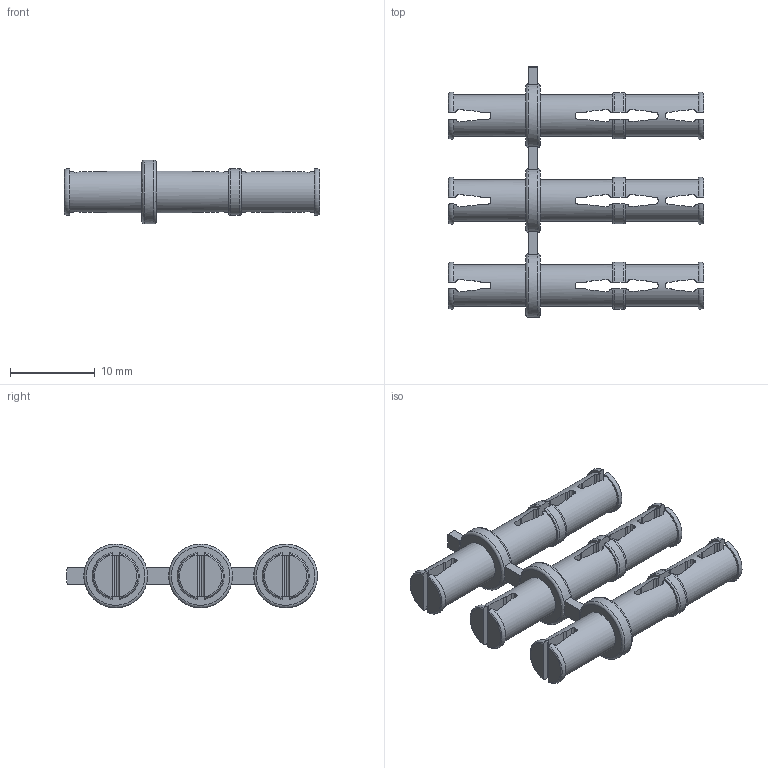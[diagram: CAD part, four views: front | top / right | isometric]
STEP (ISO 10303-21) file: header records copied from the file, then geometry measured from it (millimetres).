
FILE_DESCRIPTION(/* description */ (''),/* implementation_level */ '2;1');
FILE_NAME(/* name */ 'CP2x1 test assembly.stp',/* time_stamp */ '2019-02-28T19:49:51+01:00',/* author */ ('Varga Daniel'),/* organization */ (''),/* preprocessor_version */ 'ST-DEVELOPER v17.2',/* originating_system */ 'Autodesk Inventor 2019',/* authorisation */ '');
FILE_SCHEMA (('AUTOMOTIVE_DESIGN { 1 0 10303 214 3 1 1 }'));
Length unit declared in the file: millimetre
Products named in the file (1): CP2x1 test assembly
Bounding box: 30.1 x 29.53 x 7.5 mm (x, y, z)
Volume: 1591.1 mm3; surface area: 2261.5 mm2
Topology: 1 solids, 1 shells, 291 faces, 865 edges, 576 vertices
Faces by surface type: plane 132, cylinder 117, torus 42
Full cylindrical faces by diameter (mm): 4.9 x9
Entity records: 11775 total; most frequent: CARTESIAN_POINT 3953, ORIENTED_EDGE 1730, DIRECTION 1393, EDGE_CURVE 865, VERTEX_POINT 576, AXIS2_PLACEMENT_3D 512, LINE 369, VECTOR 369
